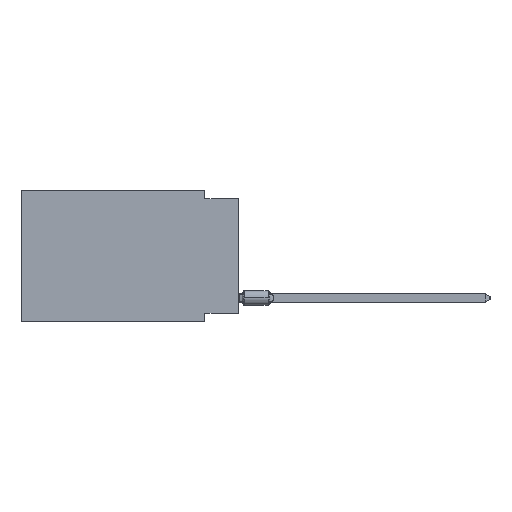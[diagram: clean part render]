
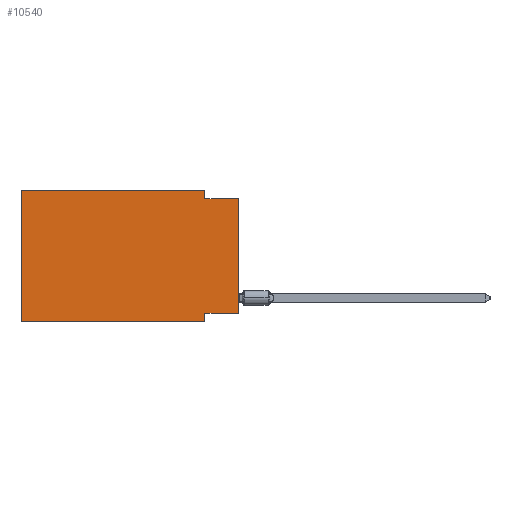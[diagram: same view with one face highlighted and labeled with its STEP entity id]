
A CAD part, left-side view. The second image highlights one B-rep face of the part: STEP entity #10540.
In plain terms, the highlighted planar face has unit normal (-1, 0, 0).
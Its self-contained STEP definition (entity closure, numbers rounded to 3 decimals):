
#2378 = EDGE_CURVE ( 'NONE', #9284, #11166, #19864, .T. ) ;
#3361 = LINE ( 'NONE', #20991, #61105 ) ;
#3643 = VECTOR ( 'NONE', #54089, 1000. ) ;
#4796 = EDGE_CURVE ( 'NONE', #63184, #18150, #53706, .T. ) ;
#9267 = VERTEX_POINT ( 'NONE', #72162 ) ;
#9284 = VERTEX_POINT ( 'NONE', #43367 ) ;
#10053 = DIRECTION ( 'NONE',  ( 1., 0., 0. ) ) ;
#10540 = ADVANCED_FACE ( 'NONE', ( #21540 ), #45280, .F. ) ;
#11164 = ORIENTED_EDGE ( 'NONE', *, *, #22161, .F. ) ;
#11166 = VERTEX_POINT ( 'NONE', #58878 ) ;
#11366 = EDGE_LOOP ( 'NONE', ( #52603, #22955, #11164, #37792, #38957, #72619, #71193, #25167 ) ) ;
#11992 = CARTESIAN_POINT ( 'NONE',  ( 0., 16.383, 0. ) ) ;
#13492 = CARTESIAN_POINT ( 'NONE',  ( 0., 0., 0. ) ) ;
#14235 = CARTESIAN_POINT ( 'NONE',  ( 0., 16.383, 0. ) ) ;
#18150 = VERTEX_POINT ( 'NONE', #28750 ) ;
#19864 = LINE ( 'NONE', #31750, #24533 ) ;
#20991 = CARTESIAN_POINT ( 'NONE',  ( 0., 2.54, 0. ) ) ;
#21540 = FACE_OUTER_BOUND ( 'NONE', #11366, .T. ) ;
#21694 = AXIS2_PLACEMENT_3D ( 'NONE', #61795, #10053, #73306 ) ;
#21796 = VECTOR ( 'NONE', #70479, 1000. ) ;
#22161 = EDGE_CURVE ( 'NONE', #43771, #53924, #3361, .T. ) ;
#22955 = ORIENTED_EDGE ( 'NONE', *, *, #31118, .F. ) ;
#24533 = VECTOR ( 'NONE', #65218, 1000. ) ;
#25167 = ORIENTED_EDGE ( 'NONE', *, *, #34248, .F. ) ;
#28750 = CARTESIAN_POINT ( 'NONE',  ( 0., 0., -0.635 ) ) ;
#29240 = LINE ( 'NONE', #11992, #3643 ) ;
#29679 = VECTOR ( 'NONE', #54455, 1000. ) ;
#31061 = DIRECTION ( 'NONE',  ( 0., 1., 0. ) ) ;
#31118 = EDGE_CURVE ( 'NONE', #53924, #18150, #38514, .T. ) ;
#31316 = CARTESIAN_POINT ( 'NONE',  ( 0., 2.54, 0. ) ) ;
#31750 = CARTESIAN_POINT ( 'NONE',  ( 0., 16.383, -9.906 ) ) ;
#34248 = EDGE_CURVE ( 'NONE', #63184, #45915, #65567, .T. ) ;
#35209 = LINE ( 'NONE', #47049, #21796 ) ;
#37792 = ORIENTED_EDGE ( 'NONE', *, *, #74720, .F. ) ;
#38514 = LINE ( 'NONE', #73031, #66739 ) ;
#38957 = ORIENTED_EDGE ( 'NONE', *, *, #49108, .F. ) ;
#39506 = CARTESIAN_POINT ( 'NONE',  ( 0., 2.54, -0.635 ) ) ;
#40928 = CARTESIAN_POINT ( 'NONE',  ( 0., 0., -9.271 ) ) ;
#43367 = CARTESIAN_POINT ( 'NONE',  ( 0., 16.383, -9.906 ) ) ;
#43771 = VERTEX_POINT ( 'NONE', #31316 ) ;
#45280 = PLANE ( 'NONE',  #21694 ) ;
#45915 = VERTEX_POINT ( 'NONE', #47597 ) ;
#46685 = EDGE_CURVE ( 'NONE', #45915, #11166, #35209, .T. ) ;
#47049 = CARTESIAN_POINT ( 'NONE',  ( 0., 2.54, -9.906 ) ) ;
#47597 = CARTESIAN_POINT ( 'NONE',  ( 0., 2.54, -9.271 ) ) ;
#49108 = EDGE_CURVE ( 'NONE', #9284, #9267, #29240, .T. ) ;
#52603 = ORIENTED_EDGE ( 'NONE', *, *, #4796, .T. ) ;
#53706 = LINE ( 'NONE', #13492, #29679 ) ;
#53924 = VERTEX_POINT ( 'NONE', #39506 ) ;
#54089 = DIRECTION ( 'NONE',  ( 0., 0., 1. ) ) ;
#54455 = DIRECTION ( 'NONE',  ( 0., 0., 1. ) ) ;
#54687 = VECTOR ( 'NONE', #72872, 1000. ) ;
#55593 = LINE ( 'NONE', #14235, #54687 ) ;
#58878 = CARTESIAN_POINT ( 'NONE',  ( 0., 2.54, -9.906 ) ) ;
#61105 = VECTOR ( 'NONE', #66995, 1000. ) ;
#61795 = CARTESIAN_POINT ( 'NONE',  ( 0., 16.383, 0. ) ) ;
#63184 = VERTEX_POINT ( 'NONE', #40928 ) ;
#65218 = DIRECTION ( 'NONE',  ( 0., -1., 0. ) ) ;
#65567 = LINE ( 'NONE', #70945, #71077 ) ;
#66739 = VECTOR ( 'NONE', #66898, 1000. ) ;
#66898 = DIRECTION ( 'NONE',  ( 0., -1., 0. ) ) ;
#66995 = DIRECTION ( 'NONE',  ( 0., 0., -1. ) ) ;
#70479 = DIRECTION ( 'NONE',  ( 0., 0., -1. ) ) ;
#70945 = CARTESIAN_POINT ( 'NONE',  ( 0., 0., -9.271 ) ) ;
#71077 = VECTOR ( 'NONE', #31061, 1000. ) ;
#71193 = ORIENTED_EDGE ( 'NONE', *, *, #46685, .F. ) ;
#72162 = CARTESIAN_POINT ( 'NONE',  ( 0., 16.383, 0. ) ) ;
#72619 = ORIENTED_EDGE ( 'NONE', *, *, #2378, .T. ) ;
#72872 = DIRECTION ( 'NONE',  ( 0., -1., 0. ) ) ;
#73031 = CARTESIAN_POINT ( 'NONE',  ( 0., 0., -0.635 ) ) ;
#73306 = DIRECTION ( 'NONE',  ( 0., 0., -1. ) ) ;
#74720 = EDGE_CURVE ( 'NONE', #9267, #43771, #55593, .T. ) ;
